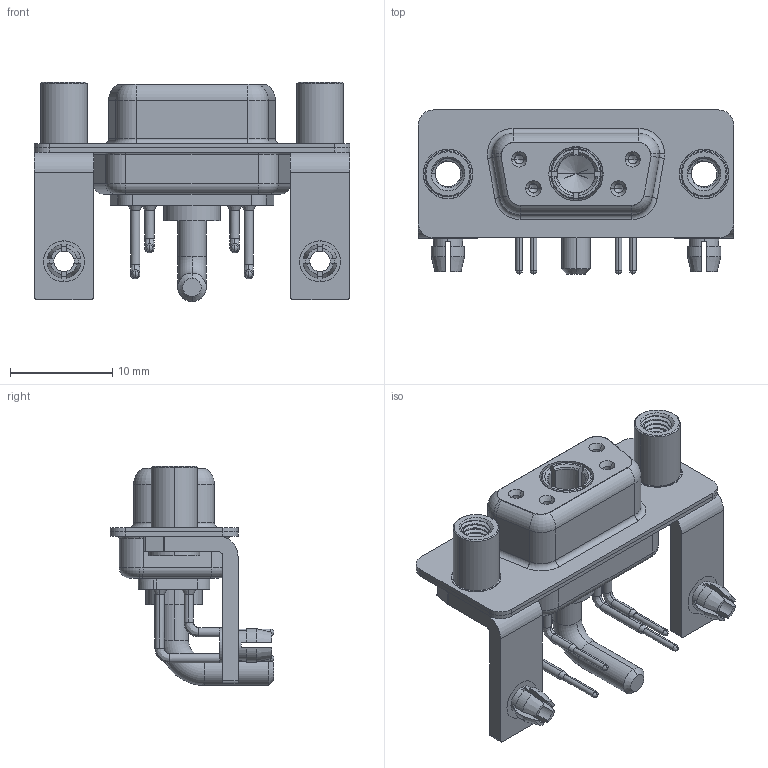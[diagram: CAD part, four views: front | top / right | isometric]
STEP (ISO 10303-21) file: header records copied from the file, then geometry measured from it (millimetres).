
FILE_DESCRIPTION (( 'STEP AP203' ), '1' );
FILE_NAME ('630-5W1-240-2TD.STEP', '2022-05-27T06:24:08', ( '' ), ( '' ), 'SwSTEP 2.0', 'SolidWorks 2020', '' );
FILE_SCHEMA (( 'CONFIG_CONTROL_DESIGN' ));
Length unit declared in the file: millimetre
Products named in the file (10): 630-5W1-240-2TD; 630Combo Housing_5W1; 630Combo Stabilizer Bracket; 630Combo Shell Front_09 Contacts; 630Combo Contact Row 2; 630Combo Shell Rear_09 Contacts; 630Combo Contact Row 1; 630Combo Threaded Standoff_D; 630Combo Board Lock; Power Socket_20A RA
Assembly tree (14 placements, depth 2):
  630-5W1-240-2TD
    630Combo Housing_5W1
    630Combo Shell Front_09 Contacts
    630Combo Shell Rear_09 Contacts
    630Combo Stabilizer Bracket  x2
    630Combo Board Lock  x2
    630Combo Threaded Standoff_D  x2
    Power Socket_20A RA
    630Combo Contact Row 1  x2
    630Combo Contact Row 2  x2
Bounding box: 30.8 x 16 x 21.4 mm (x, y, z)
Volume: 2225.6 mm3; surface area: 5525 mm2
Topology: 15 solids, 15 shells, 759 faces, 1945 edges, 1238 vertices
Faces by surface type: cylinder 358, plane 226, cone 89, torus 63, bspline 23
Entity records: 20346 total; most frequent: CARTESIAN_POINT 5787, DIRECTION 2941, ORIENTED_EDGE 2762, EDGE_CURVE 1381, AXIS2_PLACEMENT_3D 1184, VERTEX_POINT 883, CIRCLE 628, EDGE_LOOP 614
